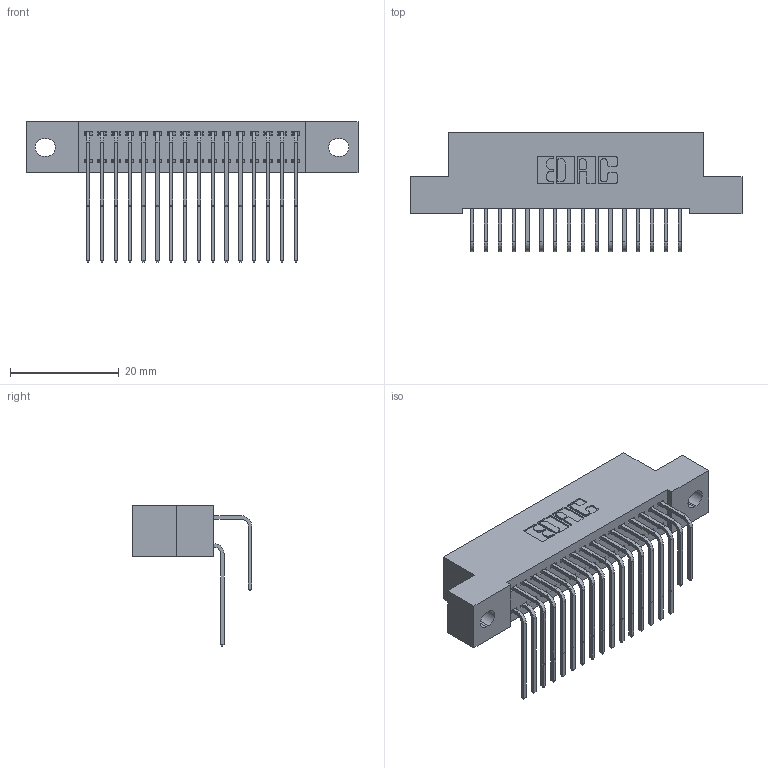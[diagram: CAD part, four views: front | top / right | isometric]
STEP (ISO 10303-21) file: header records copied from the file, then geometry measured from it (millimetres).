
FILE_DESCRIPTION (( 'STEP AP203' ), '1' );
FILE_NAME ('392-032-558-202.STEP', '2019-10-07T14:58:29', ( '' ), ( '' ), 'SwSTEP 2.0', 'SolidWorks 2016', '' );
FILE_SCHEMA (( 'CONFIG_CONTROL_DESIGN' ));
Length unit declared in the file: inch
Products named in the file (4): 342 Part_.128 Slot; 345-292-001_558 559 Tail - 1; 345-292-001_558 Tail - 2; 392-032-558-202
Assembly tree (33 placements, depth 2):
  392-032-558-202
    342 Part_.128 Slot
    345-292-001_558 559 Tail - 1  x16
    345-292-001_558 Tail - 2  x16
Bounding box: 60.96 x 21.91 x 25.78 mm (x, y, z)
Volume: 5486.6 mm3; surface area: 8884.8 mm2
Topology: 33 solids, 33 shells, 1842 faces, 5463 edges, 3598 vertices
Faces by surface type: plane 1286, cylinder 556
Entity records: 15443 total; most frequent: CARTESIAN_POINT 2641, ORIENTED_EDGE 2526, DIRECTION 2283, EDGE_CURVE 1263, VECTOR 1095, LINE 1095, VERTEX_POINT 838, AXIS2_PLACEMENT_3D 594
